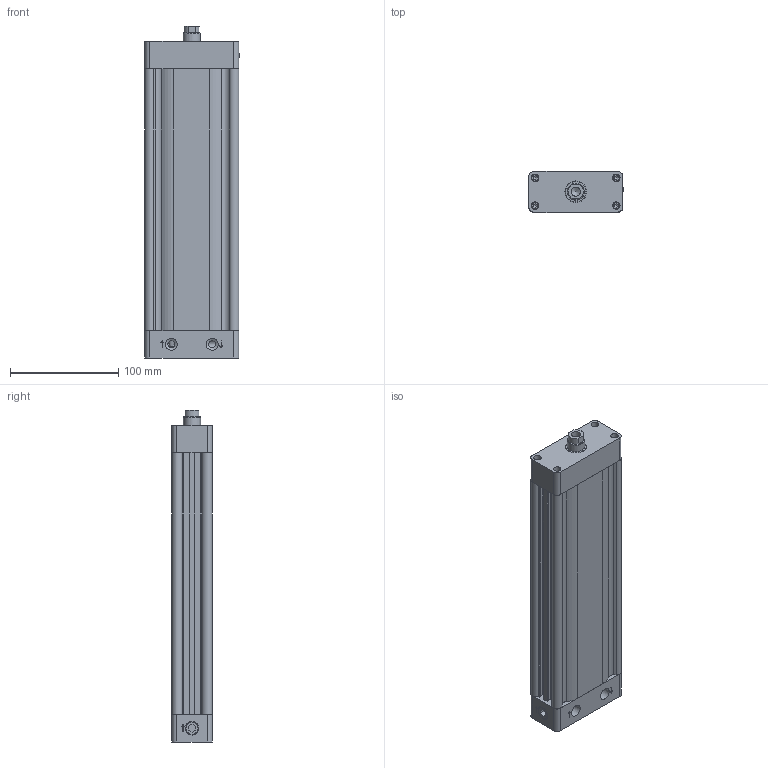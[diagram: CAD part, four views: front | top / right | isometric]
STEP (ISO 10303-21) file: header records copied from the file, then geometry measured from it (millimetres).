
FILE_DESCRIPTION(/* description */ (''),/* implementation_level */ '2;1');
FILE_NAME(/* name */ '2044-02XX OVP044FS 8.00 IN STK.stp',/* time_stamp */ '2016-12-05T08:43:15-06:00',/* author */ ('ChadR'),/* organization */ (''),/* preprocessor_version */ 'ST-DEVELOPER v15.2',/* originating_system */ 'Autodesk Inventor 2014',/* authorisation */ '');
FILE_SCHEMA (('AUTOMOTIVE_DESIGN { 1 0 10303 214 3 1 1 }'));
Length unit declared in the file: inch
Products named in the file (22): 2044-4000 SRC044 TUBE EXTRUSION 8 IN STK; 2044-4003 OVP044 SLIM ROD PISTON; 2044-4001 OVP044 PRIMARY HEAD; 2044-4002 OVP044 END CAP; 2044-4004 OVP044 SLIM ROD CUSHION TUBE; 1895-1000 ORIFICE CUSHION .028; 1150-1115 .250 NPT PIPE PLUG; 2044-4008 ROD BRG BRONZE; 2044-1002 WIPER D625; 4000-1042 washer, flat .375 sae plated; NUT, 3-8 NYLOC JAM; ANSI B18.3 - 8-32 UNC - 0.75(31); 2044-1000 O-RING 50-208; o-ring -014; ANSI B18.3 - 10-32 UNF - 0.19(24); 1891-1332 MAGNET; 1891-1012 CUSHION SEAL; 1891-1165 0-ring 70-1.927; 1891-1137 0-ring -222 50 dur; 2044-1012 MULTISEAL 4-208; 2044-4013 OVLPRO-044 ROD FEMALE 8 IN STK; 2044-02XX OVP044FS CONFIGURABLE
Bounding box: 87.44 x 37.59 x 307.09 mm (x, y, z)
Volume: 543645 mm3; surface area: 208588.1 mm2
Topology: 36 solids, 36 shells, 577 faces, 1308 edges, 842 vertices
Faces by surface type: plane 276, cylinder 169, torus 68, cone 48, bspline 16
Full cylindrical faces by diameter (mm): 0.711 x2, 1.524 x2, 1.549 x2, 3.048 x2, 3.531 x4, 3.734 x4, 3.962 x1, 4.039 x1, 4.166 x8, 4.318 x4, 4.369 x1, 4.496 x4, 4.775 x1, 4.826 x1, 5.359 x2, 5.588 x2, 5.613 x2, 6.35 x4, 6.756 x6, 6.782 x4, 6.858 x8, 6.909 x8, 7.823 x2, 7.925 x2, 8.379 x1, 8.382 x1, 9.525 x1, 9.931 x1, 10.028 x1, 10.109 x2
Entity records: 12550 total; most frequent: CARTESIAN_POINT 2571, DIRECTION 2024, ORIENTED_EDGE 1646, EDGE_CURVE 823, AXIS2_PLACEMENT_3D 816, EDGE_LOOP 674, VERTEX_POINT 615, ADVANCED_FACE 426
